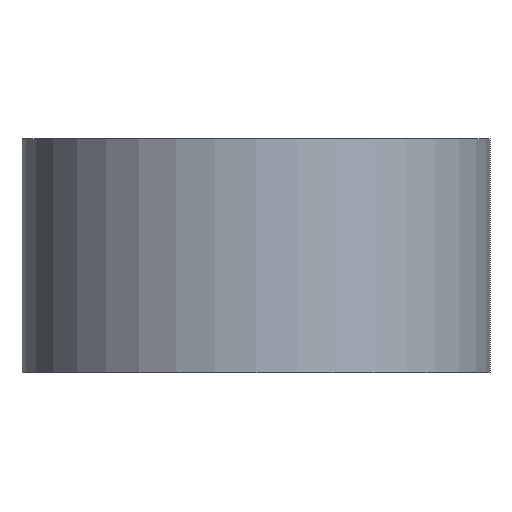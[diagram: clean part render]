
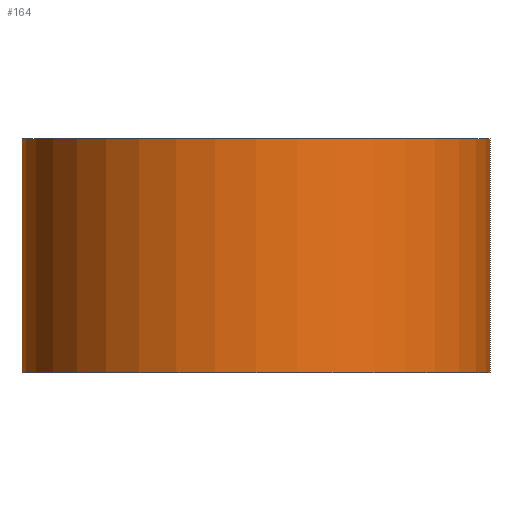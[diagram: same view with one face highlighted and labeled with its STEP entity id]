
A CAD part, front view. The second image highlights one B-rep face of the part: STEP entity #164.
In plain terms, the highlighted cylindrical face has radius 4 mm (diameter 8 mm), a full revolution.
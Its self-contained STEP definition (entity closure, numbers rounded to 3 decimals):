
#38=FACE_OUTER_BOUND('',#54,.T.);
#54=EDGE_LOOP('',(#141,#142,#143,#144));
#64=LINE('',#301,#70);
#70=VECTOR('',#256,4.);
#75=CIRCLE('',#189,4.);
#80=CIRCLE('',#198,4.);
#87=VERTEX_POINT('',#276);
#92=VERTEX_POINT('',#292);
#101=EDGE_CURVE('',#87,#87,#75,.T.);
#108=EDGE_CURVE('',#92,#92,#80,.T.);
#112=EDGE_CURVE('',#92,#87,#64,.T.);
#141=ORIENTED_EDGE('',*,*,#108,.F.);
#142=ORIENTED_EDGE('',*,*,#112,.T.);
#143=ORIENTED_EDGE('',*,*,#101,.T.);
#144=ORIENTED_EDGE('',*,*,#112,.F.);
#154=CYLINDRICAL_SURFACE('',#202,4.);
#164=ADVANCED_FACE('',(#38),#154,.T.);
#189=AXIS2_PLACEMENT_3D('',#277,#225,#226);
#198=AXIS2_PLACEMENT_3D('',#293,#245,#246);
#202=AXIS2_PLACEMENT_3D('',#300,#254,#255);
#225=DIRECTION('center_axis',(0.,0.,1.));
#226=DIRECTION('ref_axis',(1.,0.,0.));
#245=DIRECTION('center_axis',(0.,0.,1.));
#246=DIRECTION('ref_axis',(1.,0.,0.));
#254=DIRECTION('center_axis',(0.,0.,1.));
#255=DIRECTION('ref_axis',(1.,0.,0.));
#256=DIRECTION('',(0.,0.,-1.));
#276=CARTESIAN_POINT('',(-4.,0.,0.));
#277=CARTESIAN_POINT('Origin',(0.,0.,0.));
#292=CARTESIAN_POINT('',(-4.,0.,4.));
#293=CARTESIAN_POINT('Origin',(0.,0.,4.));
#300=CARTESIAN_POINT('Origin',(0.,0.,0.));
#301=CARTESIAN_POINT('',(-4.,0.,0.));
